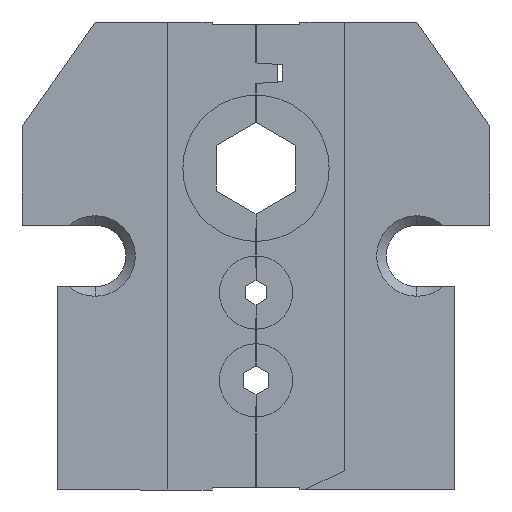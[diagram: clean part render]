
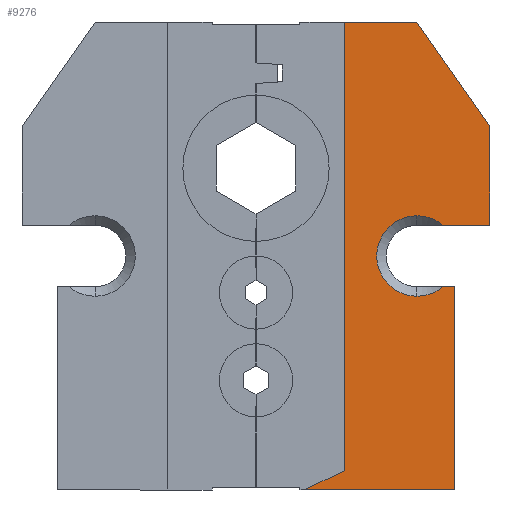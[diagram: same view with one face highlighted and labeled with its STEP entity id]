
A CAD part, left-side view. The second image highlights one B-rep face of the part: STEP entity #9276.
In plain terms, the highlighted planar face has unit normal (-1, 0, 0).
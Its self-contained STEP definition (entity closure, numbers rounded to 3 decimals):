
#149 = VECTOR ( 'NONE', #5788, 1000. ) ;
#192 = LINE ( 'NONE', #2575, #5647 ) ;
#232 = CARTESIAN_POINT ( 'NONE',  ( -2.125, -11., 0. ) ) ;
#356 = EDGE_CURVE ( 'NONE', #2833, #788, #10677, .T. ) ;
#433 = VECTOR ( 'NONE', #5559, 1000. ) ;
#788 = VERTEX_POINT ( 'NONE', #5616 ) ;
#799 = ORIENTED_EDGE ( 'NONE', *, *, #2824, .T. ) ;
#890 = VERTEX_POINT ( 'NONE', #13117 ) ;
#1259 = CARTESIAN_POINT ( 'NONE',  ( -2.125, -16., 8.859 ) ) ;
#1272 = DIRECTION ( 'NONE',  ( 0., 0., -1. ) ) ;
#1414 = DIRECTION ( 'NONE',  ( 1., 0., 0. ) ) ;
#1432 = CARTESIAN_POINT ( 'NONE',  ( -2.125, -11., 2.75 ) ) ;
#1498 = ORIENTED_EDGE ( 'NONE', *, *, #3693, .F. ) ;
#1691 = DIRECTION ( 'NONE',  ( 0., 0., 1. ) ) ;
#1730 = PLANE ( 'NONE',  #6755 ) ;
#1831 = VERTEX_POINT ( 'NONE', #12081 ) ;
#2157 = CARTESIAN_POINT ( 'NONE',  ( -2.125, -13.6, -2.1 ) ) ;
#2575 = CARTESIAN_POINT ( 'NONE',  ( -2.125, -6.05, -16. ) ) ;
#2645 = VERTEX_POINT ( 'NONE', #1432 ) ;
#2660 = LINE ( 'NONE', #11451, #13202 ) ;
#2759 = CARTESIAN_POINT ( 'NONE',  ( -2.125, -6.05, -14.694 ) ) ;
#2824 = EDGE_CURVE ( 'NONE', #12108, #12944, #8571, .T. ) ;
#2833 = VERTEX_POINT ( 'NONE', #12748 ) ;
#2911 = CARTESIAN_POINT ( 'NONE',  ( -2.125, -11., 16. ) ) ;
#2999 = VERTEX_POINT ( 'NONE', #9901 ) ;
#3150 = CIRCLE ( 'NONE', #4698, 2.75 ) ;
#3203 = DIRECTION ( 'NONE',  ( 1., 0., 0. ) ) ;
#3246 = ORIENTED_EDGE ( 'NONE', *, *, #7072, .T. ) ;
#3480 = CARTESIAN_POINT ( 'NONE',  ( -2.125, -6.05, 16. ) ) ;
#3590 = LINE ( 'NONE', #5080, #9011 ) ;
#3693 = EDGE_CURVE ( 'NONE', #10725, #8033, #11864, .T. ) ;
#4489 = VECTOR ( 'NONE', #1691, 1000. ) ;
#4698 = AXIS2_PLACEMENT_3D ( 'NONE', #7503, #1414, #8530 ) ;
#4773 = CARTESIAN_POINT ( 'NONE',  ( -2.125, -11., 2.1 ) ) ;
#4827 = EDGE_CURVE ( 'NONE', #13251, #12794, #9890, .T. ) ;
#4941 = AXIS2_PLACEMENT_3D ( 'NONE', #232, #7372, #1272 ) ;
#5080 = CARTESIAN_POINT ( 'NONE',  ( -2.125, -13.6, -16. ) ) ;
#5518 = DIRECTION ( 'NONE',  ( 0., -0.574, -0.819 ) ) ;
#5559 = DIRECTION ( 'NONE',  ( 0., 1., 0. ) ) ;
#5611 = EDGE_CURVE ( 'NONE', #12944, #2999, #12115, .T. ) ;
#5616 = CARTESIAN_POINT ( 'NONE',  ( -2.125, -16., 2.1 ) ) ;
#5647 = VECTOR ( 'NONE', #9710, 1000. ) ;
#5701 = VECTOR ( 'NONE', #6464, 1000. ) ;
#5756 = EDGE_CURVE ( 'NONE', #2999, #2645, #3150, .T. ) ;
#5788 = DIRECTION ( 'NONE',  ( 0., -1., 0. ) ) ;
#5806 = CARTESIAN_POINT ( 'NONE',  ( -2.125, -16., 16. ) ) ;
#6094 = FACE_OUTER_BOUND ( 'NONE', #8505, .T. ) ;
#6464 = DIRECTION ( 'NONE',  ( 0., 0., -1. ) ) ;
#6556 = CARTESIAN_POINT ( 'NONE',  ( -2.125, -11., 16. ) ) ;
#6755 = AXIS2_PLACEMENT_3D ( 'NONE', #5806, #12946, #6837 ) ;
#6837 = DIRECTION ( 'NONE',  ( 0., 0., -1. ) ) ;
#6948 = DIRECTION ( 'NONE',  ( 0., 0.906, -0.423 ) ) ;
#7072 = EDGE_CURVE ( 'NONE', #13251, #1831, #11722, .T. ) ;
#7372 = DIRECTION ( 'NONE',  ( 1., 0., 0. ) ) ;
#7503 = CARTESIAN_POINT ( 'NONE',  ( -2.125, -11., 0. ) ) ;
#8033 = VERTEX_POINT ( 'NONE', #1259 ) ;
#8060 = EDGE_CURVE ( 'NONE', #12794, #10725, #2660, .T. ) ;
#8345 = EDGE_CURVE ( 'NONE', #890, #12108, #3590, .T. ) ;
#8390 = LINE ( 'NONE', #10479, #5701 ) ;
#8505 = EDGE_LOOP ( 'NONE', ( #12895, #799, #12641, #9213, #11464, #10384, #9739, #1498, #11715, #12928, #3246, #9613 ) ) ;
#8530 = DIRECTION ( 'NONE',  ( 0., 0., -1. ) ) ;
#8571 = LINE ( 'NONE', #10658, #433 ) ;
#8682 = VECTOR ( 'NONE', #6948, 1000. ) ;
#8690 = CARTESIAN_POINT ( 'NONE',  ( -2.125, -6.05, 16. ) ) ;
#8821 = VECTOR ( 'NONE', #5518, 1000. ) ;
#9011 = VECTOR ( 'NONE', #12229, 1000. ) ;
#9213 = ORIENTED_EDGE ( 'NONE', *, *, #5756, .T. ) ;
#9276 = ADVANCED_FACE ( 'NONE', ( #6094 ), #1730, .F. ) ;
#9312 = CARTESIAN_POINT ( 'NONE',  ( -2.125, -11., 0. ) ) ;
#9613 = ORIENTED_EDGE ( 'NONE', *, *, #12791, .F. ) ;
#9673 = EDGE_CURVE ( 'NONE', #8033, #788, #8390, .T. ) ;
#9710 = DIRECTION ( 'NONE',  ( 0., 1., 0. ) ) ;
#9739 = ORIENTED_EDGE ( 'NONE', *, *, #9673, .F. ) ;
#9890 = LINE ( 'NONE', #3480, #4489 ) ;
#9901 = CARTESIAN_POINT ( 'NONE',  ( -2.125, -11., -2.75 ) ) ;
#10322 = DIRECTION ( 'NONE',  ( 0., 0., -1. ) ) ;
#10384 = ORIENTED_EDGE ( 'NONE', *, *, #356, .T. ) ;
#10479 = CARTESIAN_POINT ( 'NONE',  ( -2.125, -16., 8.859 ) ) ;
#10551 = CARTESIAN_POINT ( 'NONE',  ( -2.125, -12.776, -2.1 ) ) ;
#10658 = CARTESIAN_POINT ( 'NONE',  ( -2.125, -11., -2.1 ) ) ;
#10677 = LINE ( 'NONE', #4773, #149 ) ;
#10725 = VERTEX_POINT ( 'NONE', #2911 ) ;
#10885 = AXIS2_PLACEMENT_3D ( 'NONE', #9312, #3203, #10322 ) ;
#11187 = CIRCLE ( 'NONE', #10885, 2.75 ) ;
#11451 = CARTESIAN_POINT ( 'NONE',  ( -2.125, -6.05, 16. ) ) ;
#11464 = ORIENTED_EDGE ( 'NONE', *, *, #12153, .T. ) ;
#11715 = ORIENTED_EDGE ( 'NONE', *, *, #8060, .F. ) ;
#11722 = LINE ( 'NONE', #12029, #8682 ) ;
#11864 = LINE ( 'NONE', #6556, #8821 ) ;
#12029 = CARTESIAN_POINT ( 'NONE',  ( -2.125, -3.25, -16. ) ) ;
#12081 = CARTESIAN_POINT ( 'NONE',  ( -2.125, -3.25, -16. ) ) ;
#12108 = VERTEX_POINT ( 'NONE', #2157 ) ;
#12115 = CIRCLE ( 'NONE', #4941, 2.75 ) ;
#12153 = EDGE_CURVE ( 'NONE', #2645, #2833, #11187, .T. ) ;
#12229 = DIRECTION ( 'NONE',  ( 0., 0., 1. ) ) ;
#12507 = DIRECTION ( 'NONE',  ( 0., -1., 0. ) ) ;
#12641 = ORIENTED_EDGE ( 'NONE', *, *, #5611, .T. ) ;
#12748 = CARTESIAN_POINT ( 'NONE',  ( -2.125, -12.776, 2.1 ) ) ;
#12791 = EDGE_CURVE ( 'NONE', #890, #1831, #192, .T. ) ;
#12794 = VERTEX_POINT ( 'NONE', #8690 ) ;
#12895 = ORIENTED_EDGE ( 'NONE', *, *, #8345, .T. ) ;
#12928 = ORIENTED_EDGE ( 'NONE', *, *, #4827, .F. ) ;
#12944 = VERTEX_POINT ( 'NONE', #10551 ) ;
#12946 = DIRECTION ( 'NONE',  ( 1., 0., 0. ) ) ;
#13117 = CARTESIAN_POINT ( 'NONE',  ( -2.125, -13.6, -16. ) ) ;
#13202 = VECTOR ( 'NONE', #12507, 1000. ) ;
#13251 = VERTEX_POINT ( 'NONE', #2759 ) ;
